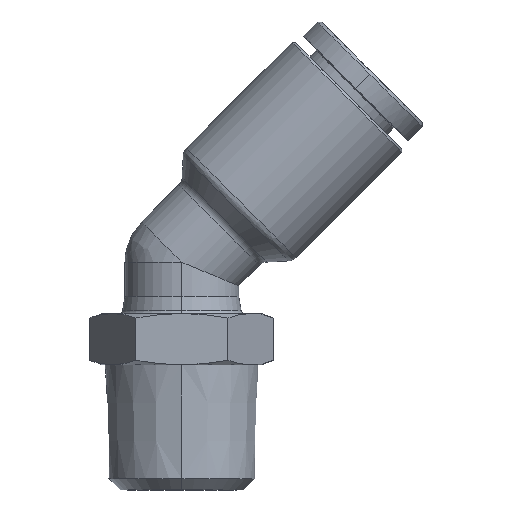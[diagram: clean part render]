
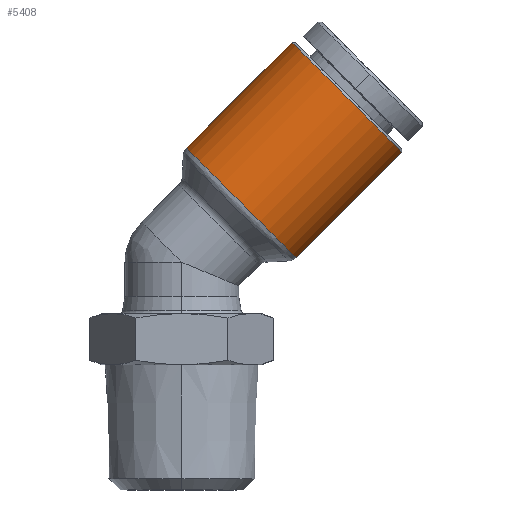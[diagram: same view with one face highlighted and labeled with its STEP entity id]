
A CAD part, front view. The second image highlights one B-rep face of the part: STEP entity #5408.
In plain terms, the highlighted cylindrical face has radius 6.8 mm (diameter 13.6 mm), a partial arc.
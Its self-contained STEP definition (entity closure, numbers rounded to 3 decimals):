
#222 = CARTESIAN_POINT ( 'NONE',  ( 5.251, 0., 8.742 ) ) ;
#553 = CARTESIAN_POINT ( 'NONE',  ( 19.334, 0., 13.208 ) ) ;
#824 = CARTESIAN_POINT ( 'NONE',  ( 4.414, 0., 17.521 ) ) ;
#1302 = EDGE_LOOP ( 'NONE', ( #3214, #9601, #12371, #9283 ) ) ;
#1397 = VERTEX_POINT ( 'NONE', #11354 ) ;
#1836 = DIRECTION ( 'NONE',  ( 0.707, 0., -0.707 ) ) ;
#1986 = VERTEX_POINT ( 'NONE', #7733 ) ;
#2002 = EDGE_CURVE ( 'NONE', #1397, #10232, #14689, .T. ) ;
#2264 = LINE ( 'NONE', #9609, #11321 ) ;
#2320 = DIRECTION ( 'NONE',  ( 0.707, 0., -0.707 ) ) ;
#2459 = EDGE_CURVE ( 'NONE', #12387, #10232, #4344, .T. ) ;
#2597 = DIRECTION ( 'NONE',  ( 0.707, 0., -0.707 ) ) ;
#2651 = CYLINDRICAL_SURFACE ( 'NONE', #7059, 6.8 ) ;
#3214 = ORIENTED_EDGE ( 'NONE', *, *, #2002, .F. ) ;
#4344 = CIRCLE ( 'NONE', #11823, 6.8 ) ;
#4727 = VECTOR ( 'NONE', #10254, 1000. ) ;
#5408 = ADVANCED_FACE ( 'NONE', ( #6905 ), #2651, .T. ) ;
#5631 = EDGE_CURVE ( 'NONE', #1986, #12387, #2264, .T. ) ;
#6905 = FACE_OUTER_BOUND ( 'NONE', #1302, .T. ) ;
#7059 = AXIS2_PLACEMENT_3D ( 'NONE', #9776, #8186, #2320 ) ;
#7533 = DIRECTION ( 'NONE',  ( 0.707, 0., 0.707 ) ) ;
#7733 = CARTESIAN_POINT ( 'NONE',  ( 10.059, 0., 3.933 ) ) ;
#8074 = CARTESIAN_POINT ( 'NONE',  ( 9.717, 0., 22.825 ) ) ;
#8186 = DIRECTION ( 'NONE',  ( 0.707, 0., 0.707 ) ) ;
#9283 = ORIENTED_EDGE ( 'NONE', *, *, #2459, .T. ) ;
#9601 = ORIENTED_EDGE ( 'NONE', *, *, #12938, .T. ) ;
#9609 = CARTESIAN_POINT ( 'NONE',  ( 14.03, 0., 7.905 ) ) ;
#9776 = CARTESIAN_POINT ( 'NONE',  ( 9.222, 0., 12.713 ) ) ;
#10232 = VERTEX_POINT ( 'NONE', #8074 ) ;
#10254 = DIRECTION ( 'NONE',  ( 0.707, 0., 0.707 ) ) ;
#11049 = DIRECTION ( 'NONE',  ( 0.707, 0., 0.707 ) ) ;
#11082 = CARTESIAN_POINT ( 'NONE',  ( 14.525, 0., 18.016 ) ) ;
#11321 = VECTOR ( 'NONE', #7533, 1000. ) ;
#11354 = CARTESIAN_POINT ( 'NONE',  ( 0.442, 0., 13.55 ) ) ;
#11823 = AXIS2_PLACEMENT_3D ( 'NONE', #11082, #13589, #1836 ) ;
#12371 = ORIENTED_EDGE ( 'NONE', *, *, #5631, .T. ) ;
#12387 = VERTEX_POINT ( 'NONE', #553 ) ;
#12938 = EDGE_CURVE ( 'NONE', #1397, #1986, #13862, .T. ) ;
#13589 = DIRECTION ( 'NONE',  ( -0.707, 0., -0.707 ) ) ;
#13741 = AXIS2_PLACEMENT_3D ( 'NONE', #222, #11049, #2597 ) ;
#13862 = CIRCLE ( 'NONE', #13741, 6.8 ) ;
#14689 = LINE ( 'NONE', #824, #4727 ) ;
